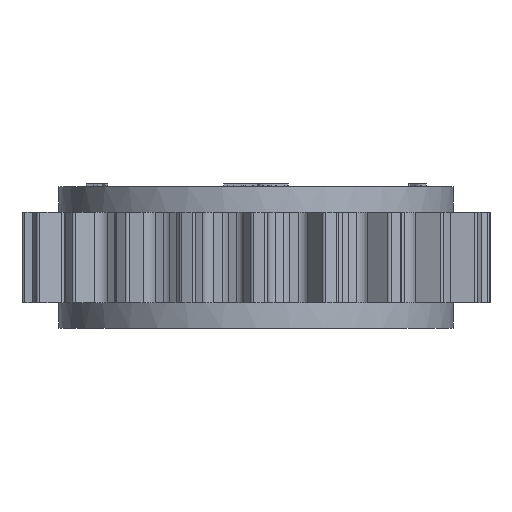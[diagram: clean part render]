
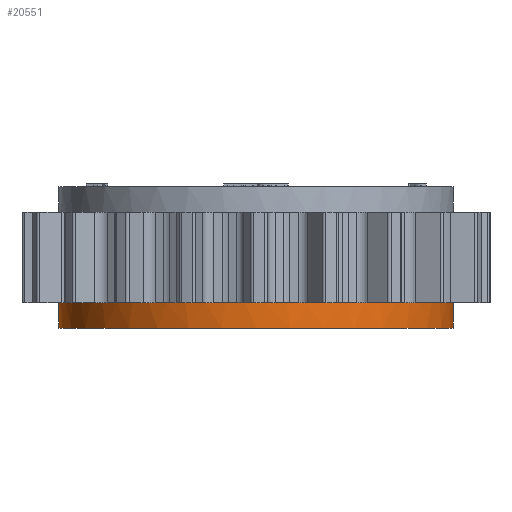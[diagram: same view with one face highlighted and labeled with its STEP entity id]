
A CAD part, front view. The second image highlights one B-rep face of the part: STEP entity #20551.
In plain terms, the highlighted cylindrical face has radius 34.855 mm (diameter 69.709 mm), a partial arc.
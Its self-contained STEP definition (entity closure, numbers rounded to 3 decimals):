
#75 = DIRECTION ( 'NONE',  ( -1., 0., 0. ) ) ;
#227 = CARTESIAN_POINT ( 'NONE',  ( 0., 0., -8. ) ) ;
#415 = AXIS2_PLACEMENT_3D ( 'NONE', #8714, #1190, #23509 ) ;
#504 = EDGE_CURVE ( 'NONE', #18073, #18302, #11611, .T. ) ;
#844 = CIRCLE ( 'NONE', #415, 34.855 ) ;
#852 = ORIENTED_EDGE ( 'NONE', *, *, #7688, .F. ) ;
#1024 = VERTEX_POINT ( 'NONE', #3479 ) ;
#1190 = DIRECTION ( 'NONE',  ( 0., 0., 1. ) ) ;
#1333 = DIRECTION ( 'NONE',  ( 0., 0., 1. ) ) ;
#1469 = CARTESIAN_POINT ( 'NONE',  ( 0., 0., -8. ) ) ;
#1509 = DIRECTION ( 'NONE',  ( 0., 0., -1. ) ) ;
#1548 = DIRECTION ( 'NONE',  ( -1., 0., 0. ) ) ;
#1685 = CARTESIAN_POINT ( 'NONE',  ( 34.855, 0., 12.5 ) ) ;
#1726 = EDGE_LOOP ( 'NONE', ( #12298, #12230, #20785, #16791, #12964, #11990, #852, #21049, #3642, #23410, #2293, #8342, #16724, #2819 ) ) ;
#1782 = DIRECTION ( 'NONE',  ( 0., 0., 1. ) ) ;
#1797 = CARTESIAN_POINT ( 'NONE',  ( -34.855, 0., 12.5 ) ) ;
#2293 = ORIENTED_EDGE ( 'NONE', *, *, #19604, .F. ) ;
#2376 = DIRECTION ( 'NONE',  ( -1., 0., 0. ) ) ;
#2819 = ORIENTED_EDGE ( 'NONE', *, *, #13056, .T. ) ;
#3041 = CARTESIAN_POINT ( 'NONE',  ( -15.824, -31.056, -8. ) ) ;
#3075 = CARTESIAN_POINT ( 'NONE',  ( 0., 0., 12.5 ) ) ;
#3479 = CARTESIAN_POINT ( 'NONE',  ( 5.452, -34.426, -8. ) ) ;
#3558 = CARTESIAN_POINT ( 'NONE',  ( 34.855, 0., -8. ) ) ;
#3642 = ORIENTED_EDGE ( 'NONE', *, *, #4378, .F. ) ;
#3704 = CARTESIAN_POINT ( 'NONE',  ( 0., 0., -8. ) ) ;
#3723 = CARTESIAN_POINT ( 'NONE',  ( 0., 0., -8. ) ) ;
#3973 = VERTEX_POINT ( 'NONE', #14650 ) ;
#4098 = VERTEX_POINT ( 'NONE', #14758 ) ;
#4293 = CARTESIAN_POINT ( 'NONE',  ( 0., 0., -8. ) ) ;
#4378 = EDGE_CURVE ( 'NONE', #18302, #6856, #15479, .T. ) ;
#4580 = EDGE_CURVE ( 'NONE', #1024, #18264, #10581, .T. ) ;
#4826 = CARTESIAN_POINT ( 'NONE',  ( 34.855, 0., -12.5 ) ) ;
#5123 = DIRECTION ( 'NONE',  ( -1., 0., 0. ) ) ;
#5347 = CARTESIAN_POINT ( 'NONE',  ( 0., 0., -8. ) ) ;
#5462 = VERTEX_POINT ( 'NONE', #12989 ) ;
#5695 = DIRECTION ( 'NONE',  ( 0., 0., 1. ) ) ;
#5770 = AXIS2_PLACEMENT_3D ( 'NONE', #3075, #1509, #5123 ) ;
#6407 = VERTEX_POINT ( 'NONE', #23510 ) ;
#6727 = AXIS2_PLACEMENT_3D ( 'NONE', #14733, #5695, #75 ) ;
#6856 = VERTEX_POINT ( 'NONE', #3041 ) ;
#6940 = DIRECTION ( 'NONE',  ( -1., 0., 0. ) ) ;
#7515 = DIRECTION ( 'NONE',  ( 0., 0., 1. ) ) ;
#7609 = CARTESIAN_POINT ( 'NONE',  ( 34.426, -5.452, -8. ) ) ;
#7683 = CIRCLE ( 'NONE', #13778, 34.855 ) ;
#7688 = EDGE_CURVE ( 'NONE', #3973, #1024, #17659, .T. ) ;
#7696 = DIRECTION ( 'NONE',  ( -1., 0., 0. ) ) ;
#8342 = ORIENTED_EDGE ( 'NONE', *, *, #20231, .F. ) ;
#8692 = DIRECTION ( 'NONE',  ( -1., 0., 0. ) ) ;
#8714 = CARTESIAN_POINT ( 'NONE',  ( 0., 0., -8. ) ) ;
#8767 = DIRECTION ( 'NONE',  ( 0., 0., 1. ) ) ;
#8794 = CIRCLE ( 'NONE', #11464, 34.855 ) ;
#9341 = AXIS2_PLACEMENT_3D ( 'NONE', #3704, #1782, #1548 ) ;
#9881 = EDGE_CURVE ( 'NONE', #16914, #4098, #13530, .T. ) ;
#10029 = CIRCLE ( 'NONE', #11178, 34.855 ) ;
#10466 = AXIS2_PLACEMENT_3D ( 'NONE', #11602, #11711, #15044 ) ;
#10581 = CIRCLE ( 'NONE', #14706, 34.855 ) ;
#10701 = AXIS2_PLACEMENT_3D ( 'NONE', #3723, #1333, #23185 ) ;
#10832 = DIRECTION ( 'NONE',  ( 0., 0., 1. ) ) ;
#10891 = DIRECTION ( 'NONE',  ( 0., 0., -1. ) ) ;
#11090 = CIRCLE ( 'NONE', #10701, 34.855 ) ;
#11178 = AXIS2_PLACEMENT_3D ( 'NONE', #15834, #23133, #8692 ) ;
#11373 = DIRECTION ( 'NONE',  ( 1., 0., 0. ) ) ;
#11464 = AXIS2_PLACEMENT_3D ( 'NONE', #5347, #10832, #7696 ) ;
#11602 = CARTESIAN_POINT ( 'NONE',  ( 0., 0., -8. ) ) ;
#11611 = CIRCLE ( 'NONE', #10466, 34.855 ) ;
#11711 = DIRECTION ( 'NONE',  ( 0., 0., 1. ) ) ;
#11990 = ORIENTED_EDGE ( 'NONE', *, *, #4580, .F. ) ;
#12230 = ORIENTED_EDGE ( 'NONE', *, *, #19017, .F. ) ;
#12263 = AXIS2_PLACEMENT_3D ( 'NONE', #227, #7515, #18602 ) ;
#12298 = ORIENTED_EDGE ( 'NONE', *, *, #19821, .F. ) ;
#12696 = CARTESIAN_POINT ( 'NONE',  ( -24.646, -24.646, -8. ) ) ;
#12964 = ORIENTED_EDGE ( 'NONE', *, *, #19847, .F. ) ;
#12989 = CARTESIAN_POINT ( 'NONE',  ( -34.426, -5.452, -8. ) ) ;
#13056 = EDGE_CURVE ( 'NONE', #6407, #15904, #7683, .T. ) ;
#13463 = AXIS2_PLACEMENT_3D ( 'NONE', #4293, #18723, #2376 ) ;
#13530 = CIRCLE ( 'NONE', #9341, 34.855 ) ;
#13756 = AXIS2_PLACEMENT_3D ( 'NONE', #15977, #23275, #6940 ) ;
#13778 = AXIS2_PLACEMENT_3D ( 'NONE', #18771, #22005, #11373 ) ;
#14123 = DIRECTION ( 'NONE',  ( -1., 0., 0. ) ) ;
#14443 = DIRECTION ( 'NONE',  ( 0., 0., -1. ) ) ;
#14650 = CARTESIAN_POINT ( 'NONE',  ( -5.452, -34.426, -8. ) ) ;
#14706 = AXIS2_PLACEMENT_3D ( 'NONE', #1469, #8767, #14123 ) ;
#14733 = CARTESIAN_POINT ( 'NONE',  ( 0., 0., -8. ) ) ;
#14758 = CARTESIAN_POINT ( 'NONE',  ( 31.056, -15.824, -8. ) ) ;
#15044 = DIRECTION ( 'NONE',  ( -1., 0., 0. ) ) ;
#15479 = CIRCLE ( 'NONE', #6727, 34.855 ) ;
#15834 = CARTESIAN_POINT ( 'NONE',  ( 0., 0., -8. ) ) ;
#15904 = VERTEX_POINT ( 'NONE', #4826 ) ;
#15977 = CARTESIAN_POINT ( 'NONE',  ( 0., 0., -8. ) ) ;
#16004 = LINE ( 'NONE', #1797, #16841 ) ;
#16542 = CARTESIAN_POINT ( 'NONE',  ( -31.056, -15.824, -8. ) ) ;
#16724 = ORIENTED_EDGE ( 'NONE', *, *, #18742, .T. ) ;
#16791 = ORIENTED_EDGE ( 'NONE', *, *, #9881, .F. ) ;
#16841 = VECTOR ( 'NONE', #14443, 1000. ) ;
#16914 = VERTEX_POINT ( 'NONE', #17470 ) ;
#17470 = CARTESIAN_POINT ( 'NONE',  ( 24.646, -24.646, -8. ) ) ;
#17574 = CIRCLE ( 'NONE', #13756, 34.855 ) ;
#17659 = CIRCLE ( 'NONE', #13463, 34.855 ) ;
#18049 = LINE ( 'NONE', #1685, #23277 ) ;
#18073 = VERTEX_POINT ( 'NONE', #16542 ) ;
#18264 = VERTEX_POINT ( 'NONE', #21176 ) ;
#18302 = VERTEX_POINT ( 'NONE', #12696 ) ;
#18602 = DIRECTION ( 'NONE',  ( -1., 0., 0. ) ) ;
#18723 = DIRECTION ( 'NONE',  ( 0., 0., 1. ) ) ;
#18742 = EDGE_CURVE ( 'NONE', #22968, #6407, #16004, .T. ) ;
#18771 = CARTESIAN_POINT ( 'NONE',  ( 0., 0., -12.5 ) ) ;
#19017 = EDGE_CURVE ( 'NONE', #21476, #22322, #844, .T. ) ;
#19428 = CYLINDRICAL_SURFACE ( 'NONE', #5770, 34.855 ) ;
#19604 = EDGE_CURVE ( 'NONE', #5462, #18073, #8794, .T. ) ;
#19821 = EDGE_CURVE ( 'NONE', #22322, #15904, #18049, .T. ) ;
#19847 = EDGE_CURVE ( 'NONE', #18264, #16914, #11090, .T. ) ;
#20231 = EDGE_CURVE ( 'NONE', #22968, #5462, #17574, .T. ) ;
#20551 = ADVANCED_FACE ( 'NONE', ( #21466 ), #19428, .T. ) ;
#20785 = ORIENTED_EDGE ( 'NONE', *, *, #21143, .F. ) ;
#21022 = CIRCLE ( 'NONE', #12263, 34.855 ) ;
#21049 = ORIENTED_EDGE ( 'NONE', *, *, #22421, .F. ) ;
#21143 = EDGE_CURVE ( 'NONE', #4098, #21476, #21022, .T. ) ;
#21176 = CARTESIAN_POINT ( 'NONE',  ( 15.824, -31.056, -8. ) ) ;
#21466 = FACE_OUTER_BOUND ( 'NONE', #1726, .T. ) ;
#21476 = VERTEX_POINT ( 'NONE', #7609 ) ;
#22005 = DIRECTION ( 'NONE',  ( 0., 0., 1. ) ) ;
#22145 = CARTESIAN_POINT ( 'NONE',  ( -34.855, 0., -8. ) ) ;
#22322 = VERTEX_POINT ( 'NONE', #3558 ) ;
#22421 = EDGE_CURVE ( 'NONE', #6856, #3973, #10029, .T. ) ;
#22968 = VERTEX_POINT ( 'NONE', #22145 ) ;
#23133 = DIRECTION ( 'NONE',  ( 0., 0., 1. ) ) ;
#23185 = DIRECTION ( 'NONE',  ( -1., 0., 0. ) ) ;
#23275 = DIRECTION ( 'NONE',  ( 0., 0., 1. ) ) ;
#23277 = VECTOR ( 'NONE', #10891, 1000. ) ;
#23410 = ORIENTED_EDGE ( 'NONE', *, *, #504, .F. ) ;
#23509 = DIRECTION ( 'NONE',  ( -1., 0., 0. ) ) ;
#23510 = CARTESIAN_POINT ( 'NONE',  ( -34.855, 0., -12.5 ) ) ;
